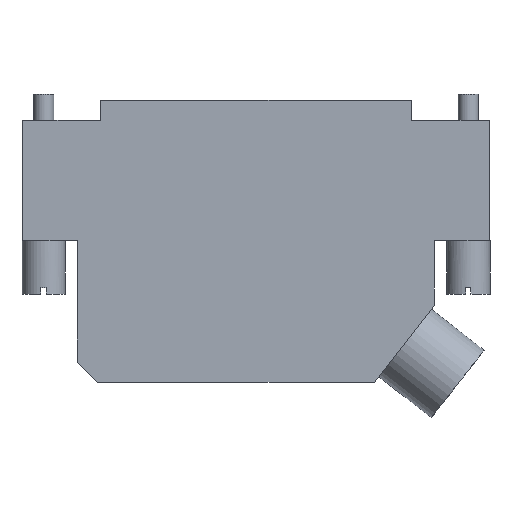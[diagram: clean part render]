
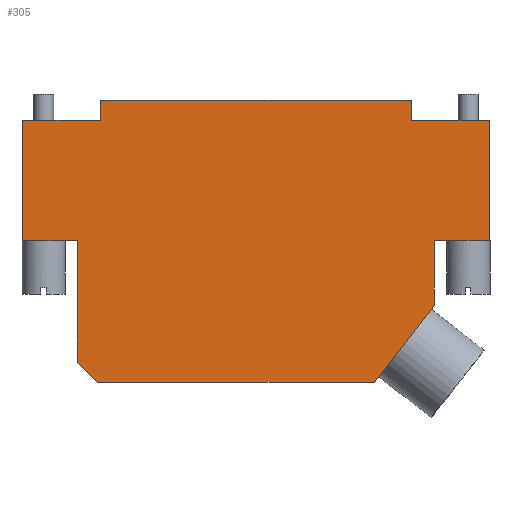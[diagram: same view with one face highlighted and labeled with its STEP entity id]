
A CAD part, front view. The second image highlights one B-rep face of the part: STEP entity #305.
In plain terms, the highlighted planar face has unit normal (0, -1, 0).
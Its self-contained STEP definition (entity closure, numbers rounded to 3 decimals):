
#305=ADVANCED_FACE('',(#400),#353,.T.);
#353=PLANE('',#1615);
#400=FACE_OUTER_BOUND('',#458,.T.);
#458=EDGE_LOOP('',(#633,#634,#635,#636,#637,#638,#639,#640,#641,#642,#643,
#644,#645,#646));
#633=ORIENTED_EDGE('',*,*,#944,.T.);
#634=ORIENTED_EDGE('',*,*,#941,.T.);
#635=ORIENTED_EDGE('',*,*,#933,.F.);
#636=ORIENTED_EDGE('',*,*,#936,.T.);
#637=ORIENTED_EDGE('',*,*,#945,.T.);
#638=ORIENTED_EDGE('',*,*,#946,.F.);
#639=ORIENTED_EDGE('',*,*,#917,.F.);
#640=ORIENTED_EDGE('',*,*,#895,.F.);
#641=ORIENTED_EDGE('',*,*,#892,.F.);
#642=ORIENTED_EDGE('',*,*,#889,.F.);
#643=ORIENTED_EDGE('',*,*,#886,.F.);
#644=ORIENTED_EDGE('',*,*,#883,.F.);
#645=ORIENTED_EDGE('',*,*,#879,.F.);
#646=ORIENTED_EDGE('',*,*,#947,.F.);
#779=VERTEX_POINT('',#2055);
#780=VERTEX_POINT('',#2057);
#783=VERTEX_POINT('',#2065);
#785=VERTEX_POINT('',#2071);
#787=VERTEX_POINT('',#2077);
#789=VERTEX_POINT('',#2083);
#791=VERTEX_POINT('',#2089);
#806=VERTEX_POINT('',#2134);
#817=VERTEX_POINT('',#2165);
#818=VERTEX_POINT('',#2167);
#820=VERTEX_POINT('',#2172);
#823=VERTEX_POINT('',#2183);
#825=VERTEX_POINT('',#2189);
#826=VERTEX_POINT('',#2191);
#879=EDGE_CURVE('',#779,#780,#1097,.T.);
#883=EDGE_CURVE('',#780,#783,#1101,.T.);
#886=EDGE_CURVE('',#783,#785,#1104,.T.);
#889=EDGE_CURVE('',#785,#787,#1107,.T.);
#892=EDGE_CURVE('',#787,#789,#1110,.T.);
#895=EDGE_CURVE('',#789,#791,#1113,.T.);
#917=EDGE_CURVE('',#791,#806,#1127,.T.);
#933=EDGE_CURVE('',#817,#818,#1141,.T.);
#936=EDGE_CURVE('',#817,#820,#1144,.T.);
#941=EDGE_CURVE('',#823,#818,#1149,.T.);
#944=EDGE_CURVE('',#825,#823,#1152,.T.);
#945=EDGE_CURVE('',#820,#826,#1153,.T.);
#946=EDGE_CURVE('',#806,#826,#1154,.T.);
#947=EDGE_CURVE('',#825,#779,#1155,.T.);
#1097=LINE('',#2056,#1226);
#1101=LINE('',#2064,#1230);
#1104=LINE('',#2070,#1233);
#1107=LINE('',#2076,#1236);
#1110=LINE('',#2082,#1239);
#1113=LINE('',#2088,#1242);
#1127=LINE('',#2133,#1256);
#1141=LINE('',#2166,#1270);
#1144=LINE('',#2173,#1273);
#1149=LINE('',#2182,#1278);
#1152=LINE('',#2188,#1281);
#1153=LINE('',#2190,#1282);
#1154=LINE('',#2192,#1283);
#1155=LINE('',#2193,#1284);
#1226=VECTOR('',#1729,1.);
#1230=VECTOR('',#1735,1.);
#1233=VECTOR('',#1740,1.);
#1236=VECTOR('',#1745,1.);
#1239=VECTOR('',#1750,1.);
#1242=VECTOR('',#1755,1.);
#1256=VECTOR('',#1801,1.);
#1270=VECTOR('',#1829,1.);
#1273=VECTOR('',#1834,1.);
#1278=VECTOR('',#1843,1.);
#1281=VECTOR('',#1848,1.);
#1282=VECTOR('',#1849,1.);
#1283=VECTOR('',#1850,1.);
#1284=VECTOR('',#1851,1.);
#1615=AXIS2_PLACEMENT_3D('',#2194,#1852,#1853);
#1729=DIRECTION('',(-1.,0.,0.));
#1735=DIRECTION('',(0.,0.,-1.));
#1740=DIRECTION('',(-0.616,0.,-0.788));
#1745=DIRECTION('',(-1.,0.,0.));
#1750=DIRECTION('',(-0.707,0.,0.707));
#1755=DIRECTION('',(0.,0.,1.));
#1801=DIRECTION('',(-1.,0.,0.));
#1829=DIRECTION('',(1.,0.,0.));
#1834=DIRECTION('',(0.,0.,-1.));
#1843=DIRECTION('',(0.,0.,1.));
#1848=DIRECTION('',(-1.,0.,0.));
#1849=DIRECTION('',(-1.,0.,0.));
#1850=DIRECTION('',(0.,0.,1.));
#1851=DIRECTION('',(0.,0.,-1.));
#1852=DIRECTION('',(0.,-1.,0.));
#1853=DIRECTION('',(1.,0.,0.));
#2055=CARTESIAN_POINT('',(34.9,-7.5,-18.2));
#2056=CARTESIAN_POINT('',(34.9,-7.5,-18.2));
#2057=CARTESIAN_POINT('',(26.7,-7.5,-18.2));
#2064=CARTESIAN_POINT('',(26.7,-7.5,-18.2));
#2065=CARTESIAN_POINT('',(26.7,-7.5,-27.831));
#2070=CARTESIAN_POINT('',(26.7,-7.5,-27.831));
#2071=CARTESIAN_POINT('',(17.7,-7.5,-39.35));
#2076=CARTESIAN_POINT('',(17.7,-7.5,-39.35));
#2077=CARTESIAN_POINT('',(-23.7,-7.5,-39.35));
#2082=CARTESIAN_POINT('',(-23.7,-7.5,-39.35));
#2083=CARTESIAN_POINT('',(-26.7,-7.5,-36.35));
#2088=CARTESIAN_POINT('',(-26.7,-7.5,-36.35));
#2089=CARTESIAN_POINT('',(-26.7,-7.5,-18.2));
#2133=CARTESIAN_POINT('',(-26.7,-7.5,-18.2));
#2134=CARTESIAN_POINT('',(-34.9,-7.5,-18.2));
#2165=CARTESIAN_POINT('',(-23.25,-7.5,2.8));
#2166=CARTESIAN_POINT('',(-23.25,-7.5,2.8));
#2167=CARTESIAN_POINT('',(23.25,-7.5,2.8));
#2172=CARTESIAN_POINT('',(-23.25,-7.5,-0.2));
#2173=CARTESIAN_POINT('',(-23.25,-7.5,2.8));
#2182=CARTESIAN_POINT('',(23.25,-7.5,-0.2));
#2183=CARTESIAN_POINT('',(23.25,-7.5,-0.2));
#2188=CARTESIAN_POINT('',(34.9,-7.5,-0.2));
#2189=CARTESIAN_POINT('',(34.9,-7.5,-0.2));
#2190=CARTESIAN_POINT('',(-23.25,-7.5,-0.2));
#2191=CARTESIAN_POINT('',(-34.9,-7.5,-0.2));
#2192=CARTESIAN_POINT('',(-34.9,-7.5,-18.2));
#2193=CARTESIAN_POINT('',(34.9,-7.5,-0.2));
#2194=CARTESIAN_POINT('',(-38.39,-7.5,-41.458));
